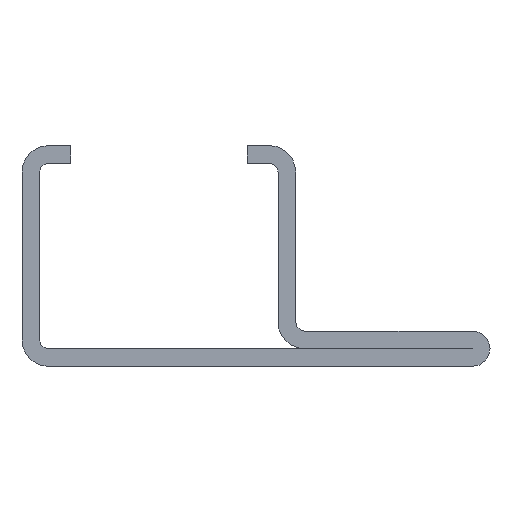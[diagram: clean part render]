
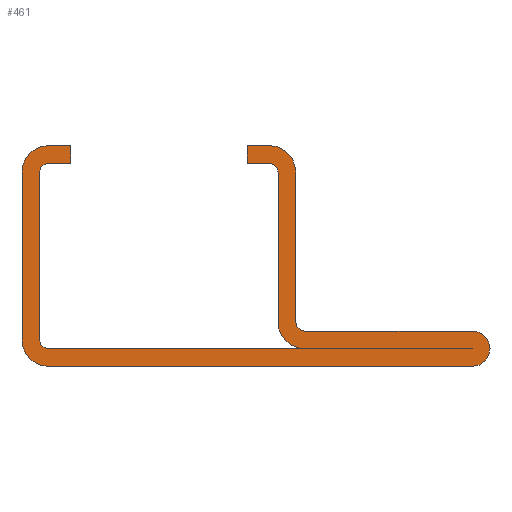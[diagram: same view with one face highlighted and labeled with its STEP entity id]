
A CAD part, front view. The second image highlights one B-rep face of the part: STEP entity #461.
In plain terms, the highlighted planar face has unit normal (0, -1, 0).
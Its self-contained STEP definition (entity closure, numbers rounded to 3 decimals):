
#461=ADVANCED_FACE('',(#957),#958,.T.);
#957=FACE_OUTER_BOUND('',#1445,.T.);
#958=PLANE('',#1446);
#1445=EDGE_LOOP('',(#2852,#2853,#2854,#2855,#2856,#2857,#2858,#2859,#2860,#2861,#2862,#2863,#2864,#2865,#2866,#2867,#2868,#2869,#2870,#2871,#2872,#2873,#2874,#2875,#2876));
#1446=AXIS2_PLACEMENT_3D('',#2877,#2878,#2879);
#2852=ORIENTED_EDGE('',*,*,#3395,.F.);
#2853=ORIENTED_EDGE('',*,*,#3487,.F.);
#2854=ORIENTED_EDGE('',*,*,#3483,.F.);
#2855=ORIENTED_EDGE('',*,*,#3479,.F.);
#2856=ORIENTED_EDGE('',*,*,#3475,.F.);
#2857=ORIENTED_EDGE('',*,*,#3471,.F.);
#2858=ORIENTED_EDGE('',*,*,#3467,.F.);
#2859=ORIENTED_EDGE('',*,*,#3463,.F.);
#2860=ORIENTED_EDGE('',*,*,#3459,.F.);
#2861=ORIENTED_EDGE('',*,*,#3455,.F.);
#2862=ORIENTED_EDGE('',*,*,#3451,.F.);
#2863=ORIENTED_EDGE('',*,*,#3447,.F.);
#2864=ORIENTED_EDGE('',*,*,#3443,.F.);
#2865=ORIENTED_EDGE('',*,*,#3439,.F.);
#2866=ORIENTED_EDGE('',*,*,#3435,.F.);
#2867=ORIENTED_EDGE('',*,*,#3431,.F.);
#2868=ORIENTED_EDGE('',*,*,#3427,.F.);
#2869=ORIENTED_EDGE('',*,*,#3423,.F.);
#2870=ORIENTED_EDGE('',*,*,#3419,.F.);
#2871=ORIENTED_EDGE('',*,*,#3415,.F.);
#2872=ORIENTED_EDGE('',*,*,#3411,.F.);
#2873=ORIENTED_EDGE('',*,*,#2913,.F.);
#2874=ORIENTED_EDGE('',*,*,#3408,.F.);
#2875=ORIENTED_EDGE('',*,*,#3404,.F.);
#2876=ORIENTED_EDGE('',*,*,#3400,.F.);
#2877=CARTESIAN_POINT('',(9.029,0.0,7.237));
#2878=DIRECTION('',(0.0,-1.0,0.));
#2879=DIRECTION('',(1.0,0.0,0.0));
#2913=EDGE_CURVE('',#3497,#3493,#3499,.T.);
#3395=EDGE_CURVE('',#4221,#4222,#4223,.T.);
#3400=EDGE_CURVE('',#4222,#4230,#4231,.T.);
#3404=EDGE_CURVE('',#4230,#4236,#4237,.T.);
#3408=EDGE_CURVE('',#4236,#3497,#4242,.T.);
#3411=EDGE_CURVE('',#3493,#4245,#4246,.T.);
#3415=EDGE_CURVE('',#4245,#4251,#4252,.T.);
#3419=EDGE_CURVE('',#4251,#4257,#4258,.T.);
#3423=EDGE_CURVE('',#4257,#4263,#4264,.T.);
#3427=EDGE_CURVE('',#4263,#4269,#4270,.T.);
#3431=EDGE_CURVE('',#4269,#4275,#4276,.T.);
#3435=EDGE_CURVE('',#4275,#4281,#4282,.T.);
#3439=EDGE_CURVE('',#4281,#4287,#4288,.T.);
#3443=EDGE_CURVE('',#4287,#4293,#4294,.T.);
#3447=EDGE_CURVE('',#4293,#4299,#4300,.T.);
#3451=EDGE_CURVE('',#4299,#4305,#4306,.T.);
#3455=EDGE_CURVE('',#4305,#4311,#4312,.T.);
#3459=EDGE_CURVE('',#4311,#4317,#4318,.T.);
#3463=EDGE_CURVE('',#4317,#4323,#4324,.T.);
#3467=EDGE_CURVE('',#4323,#4329,#4330,.T.);
#3471=EDGE_CURVE('',#4329,#4335,#4336,.T.);
#3475=EDGE_CURVE('',#4335,#4341,#4342,.T.);
#3479=EDGE_CURVE('',#4341,#4347,#4348,.T.);
#3483=EDGE_CURVE('',#4347,#4353,#4354,.T.);
#3487=EDGE_CURVE('',#4353,#4221,#4359,.T.);
#3493=VERTEX_POINT('',#4365);
#3497=VERTEX_POINT('',#4370);
#3499=CIRCLE('',#4373,2.0);
#4221=VERTEX_POINT('',#5295);
#4222=VERTEX_POINT('',#5296);
#4223=CIRCLE('',#5297,3.);
#4230=VERTEX_POINT('',#5306);
#4231=LINE('',#5307,#5308);
#4236=VERTEX_POINT('',#5315);
#4237=CIRCLE('',#5316,1.);
#4242=LINE('',#5322,#5323);
#4245=VERTEX_POINT('',#5327);
#4246=CIRCLE('',#5328,2.0);
#4251=VERTEX_POINT('',#5334);
#4252=LINE('',#5335,#5336);
#4257=VERTEX_POINT('',#5343);
#4258=CIRCLE('',#5344,3.);
#4263=VERTEX_POINT('',#5350);
#4264=LINE('',#5351,#5352);
#4269=VERTEX_POINT('',#5359);
#4270=CIRCLE('',#5360,3.);
#4275=VERTEX_POINT('',#5366);
#4276=LINE('',#5367,#5368);
#4281=VERTEX_POINT('',#5375);
#4282=LINE('',#5376,#5377);
#4287=VERTEX_POINT('',#5384);
#4288=LINE('',#5385,#5386);
#4293=VERTEX_POINT('',#5393);
#4294=CIRCLE('',#5394,1.);
#4299=VERTEX_POINT('',#5400);
#4300=LINE('',#5401,#5402);
#4305=VERTEX_POINT('',#5409);
#4306=CIRCLE('',#5410,1.);
#4311=VERTEX_POINT('',#5416);
#4312=LINE('',#5417,#5418);
#4317=VERTEX_POINT('',#5425);
#4318=LINE('',#5426,#5427);
#4323=VERTEX_POINT('',#5434);
#4324=LINE('',#5435,#5436);
#4329=VERTEX_POINT('',#5443);
#4330=CIRCLE('',#5444,3.);
#4335=VERTEX_POINT('',#5450);
#4336=LINE('',#5451,#5452);
#4341=VERTEX_POINT('',#5459);
#4342=CIRCLE('',#5460,1.);
#4347=VERTEX_POINT('',#5466);
#4348=LINE('',#5467,#5468);
#4353=VERTEX_POINT('',#5475);
#4354=LINE('',#5476,#5477);
#4359=LINE('',#5484,#5485);
#4365=CARTESIAN_POINT('',(37.5,0.,2.));
#4370=CARTESIAN_POINT('',(35.5,0.0,4.));
#4373=AXIS2_PLACEMENT_3D('',#5495,#5496,#5497);
#5295=CARTESIAN_POINT('',(12.5,0.0,25.));
#5296=CARTESIAN_POINT('',(15.5,0.0,22.));
#5297=AXIS2_PLACEMENT_3D('',#6178,#6179,#6180);
#5306=CARTESIAN_POINT('',(15.5,0.0,5.));
#5307=CARTESIAN_POINT('',(15.5,0.0,22.));
#5308=VECTOR('',#6186,1.0);
#5315=CARTESIAN_POINT('',(16.5,0.0,4.));
#5316=AXIS2_PLACEMENT_3D('',#6189,#6190,#6191);
#5322=CARTESIAN_POINT('',(16.5,0.0,4.));
#5323=VECTOR('',#6196,1.0);
#5327=CARTESIAN_POINT('',(35.5,0.0,0.));
#5328=AXIS2_PLACEMENT_3D('',#6198,#6199,#6200);
#5334=CARTESIAN_POINT('',(-12.5,0.0,0.));
#5335=CARTESIAN_POINT('',(35.5,0.0,0.));
#5336=VECTOR('',#6205,1.0);
#5343=CARTESIAN_POINT('',(-15.5,0.0,3.));
#5344=AXIS2_PLACEMENT_3D('',#6208,#6209,#6210);
#5350=CARTESIAN_POINT('',(-15.5,0.0,22.));
#5351=CARTESIAN_POINT('',(-15.5,0.0,3.));
#5352=VECTOR('',#6215,1.0);
#5359=CARTESIAN_POINT('',(-12.5,0.0,25.));
#5360=AXIS2_PLACEMENT_3D('',#6218,#6219,#6220);
#5366=CARTESIAN_POINT('',(-10.0,0.0,25.));
#5367=CARTESIAN_POINT('',(-12.5,0.0,25.));
#5368=VECTOR('',#6225,1.0);
#5375=CARTESIAN_POINT('',(-10.0,0.0,23.));
#5376=CARTESIAN_POINT('',(-10.0,0.0,25.));
#5377=VECTOR('',#6228,1.0);
#5384=CARTESIAN_POINT('',(-12.5,0.0,23.));
#5385=CARTESIAN_POINT('',(-10.0,0.0,23.));
#5386=VECTOR('',#6231,1.0);
#5393=CARTESIAN_POINT('',(-13.5,0.0,22.));
#5394=AXIS2_PLACEMENT_3D('',#6234,#6235,#6236);
#5400=CARTESIAN_POINT('',(-13.5,0.0,3.));
#5401=CARTESIAN_POINT('',(-13.5,0.0,22.));
#5402=VECTOR('',#6241,1.0);
#5409=CARTESIAN_POINT('',(-12.5,0.0,2.));
#5410=AXIS2_PLACEMENT_3D('',#6244,#6245,#6246);
#5416=CARTESIAN_POINT('',(35.5,0.0,2.));
#5417=CARTESIAN_POINT('',(-12.5,0.0,2.));
#5418=VECTOR('',#6251,1.0);
#5425=CARTESIAN_POINT('',(35.5,0.0,2.01));
#5426=CARTESIAN_POINT('',(35.5,0.0,2.));
#5427=VECTOR('',#6254,1.0);
#5434=CARTESIAN_POINT('',(16.5,0.0,2.01));
#5435=CARTESIAN_POINT('',(35.5,0.0,2.01));
#5436=VECTOR('',#6257,1.0);
#5443=CARTESIAN_POINT('',(13.5,0.0,5.01));
#5444=AXIS2_PLACEMENT_3D('',#6260,#6261,#6262);
#5450=CARTESIAN_POINT('',(13.5,0.0,22.));
#5451=CARTESIAN_POINT('',(13.5,0.0,5.01));
#5452=VECTOR('',#6267,1.0);
#5459=CARTESIAN_POINT('',(12.5,0.0,23.));
#5460=AXIS2_PLACEMENT_3D('',#6270,#6271,#6272);
#5466=CARTESIAN_POINT('',(10.0,0.0,23.));
#5467=CARTESIAN_POINT('',(12.5,0.0,23.));
#5468=VECTOR('',#6277,1.0);
#5475=CARTESIAN_POINT('',(10.0,0.0,25.));
#5476=CARTESIAN_POINT('',(10.0,0.0,23.));
#5477=VECTOR('',#6280,1.0);
#5484=CARTESIAN_POINT('',(10.0,0.0,25.));
#5485=VECTOR('',#6283,1.0);
#5495=CARTESIAN_POINT('',(35.5,0.0,2.));
#5496=DIRECTION('',(0.0,1.0,0.));
#5497=DIRECTION('',(1.0,0.0,0.0));
#6178=CARTESIAN_POINT('',(12.5,0.0,22.));
#6179=DIRECTION('',(0.0,1.0,0.));
#6180=DIRECTION('',(1.0,0.0,0.0));
#6186=DIRECTION('',(0.,0.,-1.0));
#6189=CARTESIAN_POINT('',(16.5,0.0,5.));
#6190=DIRECTION('',(0.0,-1.0,0.));
#6191=DIRECTION('',(1.0,0.0,0.0));
#6196=DIRECTION('',(1.0,0.0,0.0));
#6198=CARTESIAN_POINT('',(35.5,0.0,2.));
#6199=DIRECTION('',(0.0,1.0,0.));
#6200=DIRECTION('',(1.0,0.0,0.0));
#6205=DIRECTION('',(-1.0,0.,0.));
#6208=CARTESIAN_POINT('',(-12.5,0.0,3.));
#6209=DIRECTION('',(0.0,1.0,0.));
#6210=DIRECTION('',(1.0,0.0,0.0));
#6215=DIRECTION('',(0.,0.,1.0));
#6218=CARTESIAN_POINT('',(-12.5,0.0,22.));
#6219=DIRECTION('',(0.0,1.0,0.));
#6220=DIRECTION('',(1.0,0.0,0.0));
#6225=DIRECTION('',(1.0,0.,0.));
#6228=DIRECTION('',(0.0,0.,-1.0));
#6231=DIRECTION('',(-1.0,0.,0.));
#6234=CARTESIAN_POINT('',(-12.5,0.0,22.));
#6235=DIRECTION('',(0.0,-1.0,0.));
#6236=DIRECTION('',(1.0,0.0,0.0));
#6241=DIRECTION('',(0.,0.,-1.0));
#6244=CARTESIAN_POINT('',(-12.5,0.0,3.));
#6245=DIRECTION('',(0.0,-1.0,0.));
#6246=DIRECTION('',(1.0,0.0,0.0));
#6251=DIRECTION('',(1.0,0.0,0.0));
#6254=DIRECTION('',(0.0,0.,1.0));
#6257=DIRECTION('',(-1.0,0.,0.));
#6260=CARTESIAN_POINT('',(16.5,0.0,5.01));
#6261=DIRECTION('',(0.0,1.0,0.));
#6262=DIRECTION('',(1.0,0.0,0.0));
#6267=DIRECTION('',(0.,0.,1.0));
#6270=CARTESIAN_POINT('',(12.5,0.0,22.));
#6271=DIRECTION('',(0.0,-1.0,0.));
#6272=DIRECTION('',(1.0,0.0,0.0));
#6277=DIRECTION('',(-1.0,0.,0.));
#6280=DIRECTION('',(0.0,0.,1.0));
#6283=DIRECTION('',(1.0,0.,0.));
